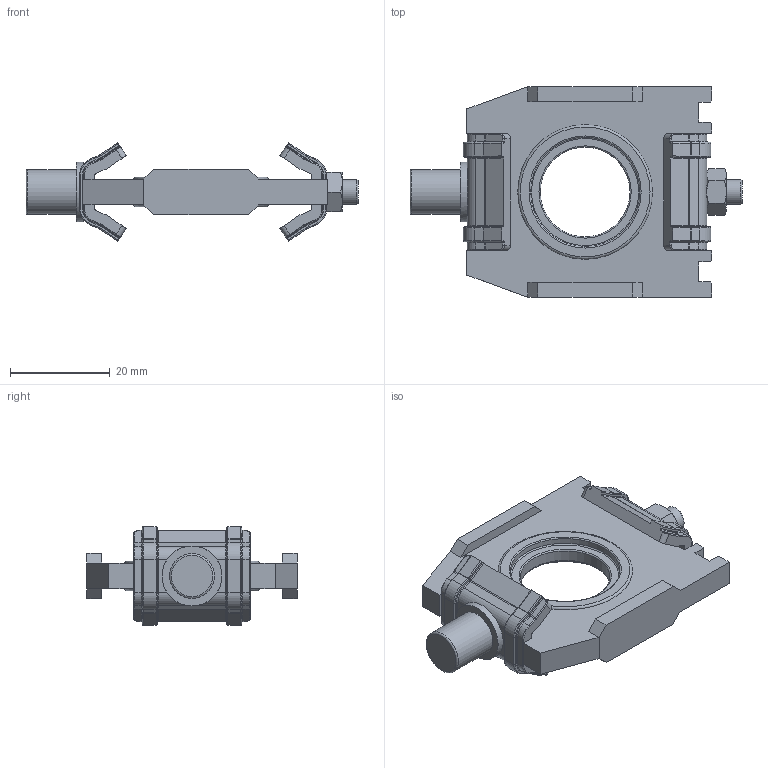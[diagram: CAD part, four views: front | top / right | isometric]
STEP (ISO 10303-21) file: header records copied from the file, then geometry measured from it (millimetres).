
FILE_DESCRIPTION(/* description */ (''),/* implementation_level */ '2;1');
FILE_NAME(/* name */ 'Y400-A-X260.stp',/* time_stamp */ '2017-05-01T08:47:51+10:00',/* author */ ('daud'),/* organization */ (''),/* preprocessor_version */ 'ST-DEVELOPER v16.5',/* originating_system */ 'Autodesk Inventor 2017',/* authorisation */ '');
FILE_SCHEMA (('AUTOMOTIVE_DESIGN { 1 0 10303 214 3 1 1 }'));
Length unit declared in the file: millimetre
Products named in the file (5): Y400-A; Y400-A.step_Spacer Body_Y400; Y400-A.step_Seal_Y400; Y400-A.step_Clamp_Y400F; Y400-A.step_Clamp_Y400R
Assembly tree (4 placements, depth 2):
  Y400-A
    Y400-A.step_Spacer Body_Y400
    Y400-A.step_Seal_Y400
    Y400-A.step_Clamp_Y400F
    Y400-A.step_Clamp_Y400R
Bounding box: 66.55 x 42.2 x 19.73 mm (x, y, z)
Volume: 12624 mm3; surface area: 10155.8 mm2
Topology: 4 solids, 4 shells, 448 faces, 1072 edges, 642 vertices
Faces by surface type: cylinder 184, plane 146, torus 105, cone 13
Full cylindrical faces by diameter (mm): 5 x1, 9 x1, 12 x1, 18 x1, 19.674 x2, 21.972 x2, 22.772 x4
Entity records: 12911 total; most frequent: DIRECTION 2424, CARTESIAN_POINT 2191, ORIENTED_EDGE 2094, EDGE_CURVE 1047, AXIS2_PLACEMENT_3D 944, VERTEX_POINT 639, LINE 536, VECTOR 536
